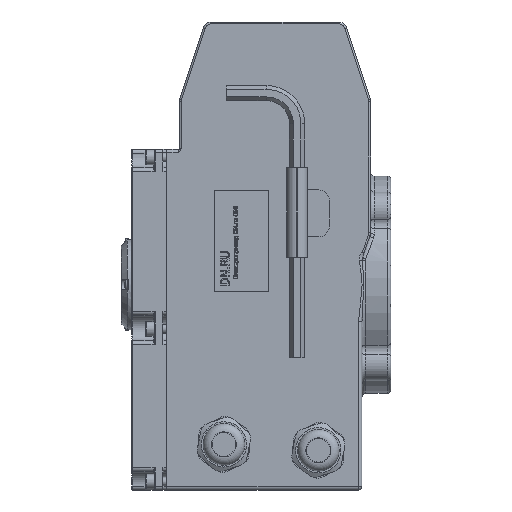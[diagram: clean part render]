
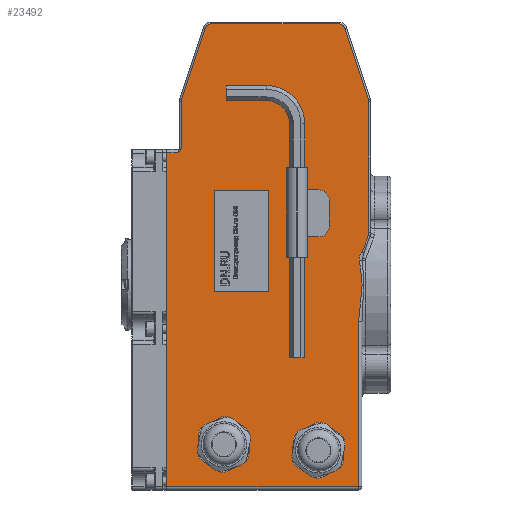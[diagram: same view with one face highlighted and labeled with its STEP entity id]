
A CAD part, left-side view. The second image highlights one B-rep face of the part: STEP entity #23492.
In plain terms, the highlighted planar face has unit normal (-1, 0, 0).
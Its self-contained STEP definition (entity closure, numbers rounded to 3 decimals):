
#204=FACE_BOUND('',#7309,.T.);
#305=PLANE('',#25190);
#1143=B_SPLINE_CURVE_WITH_KNOTS('',3,(#33121,#33122,#33123,#33124,#33125,
#33126,#33127,#33128,#33129),.UNSPECIFIED.,.F.,.F.,(4,1,1,1,1,1,4),(9.627,
10.126,10.625,11.124,11.623,12.122,
13.12),.UNSPECIFIED.);
#1146=B_SPLINE_CURVE_WITH_KNOTS('',3,(#33176,#33177,#33178,#33179,#33180),
 .UNSPECIFIED.,.F.,.F.,(4,1,4),(-0.357,-0.022,
0.229),.UNSPECIFIED.);
#1163=B_SPLINE_CURVE_WITH_KNOTS('',3,(#33914,#33915,#33916,#33917,#33918,
#33919,#33920,#33921),.UNSPECIFIED.,.F.,.F.,(4,2,1,1,4),(-0.001,
0.,0.113,0.169,0.282),.UNSPECIFIED.);
#1879=LINE('',#33019,#3720);
#1882=LINE('',#33026,#3723);
#1890=LINE('',#33208,#3731);
#1896=LINE('',#33326,#3737);
#1968=LINE('',#33928,#3809);
#1970=LINE('',#33937,#3811);
#1972=LINE('',#33961,#3813);
#1974=LINE('',#33964,#3815);
#1975=LINE('',#33969,#3816);
#2056=LINE('',#34182,#3897);
#2057=LINE('',#34185,#3898);
#2058=LINE('',#34187,#3899);
#2059=LINE('',#34189,#3900);
#2060=LINE('',#34190,#3901);
#3720=VECTOR('',#27033,10.);
#3723=VECTOR('',#27040,10.);
#3731=VECTOR('',#27080,10.);
#3737=VECTOR('',#27130,10.);
#3809=VECTOR('',#27472,10.);
#3811=VECTOR('',#27480,10.);
#3813=VECTOR('',#27506,10.);
#3815=VECTOR('',#27510,10.);
#3816=VECTOR('',#27515,10.);
#3897=VECTOR('',#27690,10.);
#3898=VECTOR('',#27691,10.);
#3899=VECTOR('',#27692,10.);
#3900=VECTOR('',#27693,10.);
#3901=VECTOR('',#27694,10.);
#5964=FACE_OUTER_BOUND('',#7308,.T.);
#7308=EDGE_LOOP('',(#15758,#15759,#15760,#15761,#15762,#15763,#15764,#15765,
#15766,#15767,#15768,#15769,#15770,#15771,#15772,#15773,#15774,#15775));
#7309=EDGE_LOOP('',(#15776,#15777,#15778,#15779));
#8766=CIRCLE('',#25131,4.);
#8770=CIRCLE('',#25136,4.);
#8776=CIRCLE('',#25146,4.);
#8778=CIRCLE('',#25149,4.);
#8780=CIRCLE('',#25152,4.);
#9592=VERTEX_POINT('',#33012);
#9594=VERTEX_POINT('',#33017);
#9595=VERTEX_POINT('',#33022);
#9608=VERTEX_POINT('',#33119);
#9610=VERTEX_POINT('',#33165);
#9615=VERTEX_POINT('',#33206);
#9633=VERTEX_POINT('',#33325);
#9753=VERTEX_POINT('',#33904);
#9754=VERTEX_POINT('',#33913);
#9755=VERTEX_POINT('',#33924);
#9757=VERTEX_POINT('',#33930);
#9760=VERTEX_POINT('',#33935);
#9762=VERTEX_POINT('',#33940);
#9763=VERTEX_POINT('',#33942);
#9766=VERTEX_POINT('',#33949);
#9767=VERTEX_POINT('',#33951);
#9769=VERTEX_POINT('',#33957);
#9772=VERTEX_POINT('',#33967);
#9858=VERTEX_POINT('',#34183);
#9859=VERTEX_POINT('',#34184);
#9860=VERTEX_POINT('',#34186);
#9861=VERTEX_POINT('',#34188);
#11794=EDGE_CURVE('',#9594,#9592,#1879,.T.);
#11798=EDGE_CURVE('',#9592,#9595,#1882,.T.);
#11815=EDGE_CURVE('',#9608,#9594,#1143,.T.);
#11818=EDGE_CURVE('',#9610,#9608,#1146,.T.);
#11825=EDGE_CURVE('',#9615,#9610,#1890,.T.);
#11850=EDGE_CURVE('',#9595,#9633,#1896,.T.);
#12021=EDGE_CURVE('',#9753,#9754,#1163,.T.);
#12025=EDGE_CURVE('',#9754,#9755,#1968,.T.);
#12029=EDGE_CURVE('',#9760,#9757,#1970,.T.);
#12031=EDGE_CURVE('',#9762,#9763,#8766,.T.);
#12035=EDGE_CURVE('',#9766,#9767,#8770,.T.);
#12040=EDGE_CURVE('',#9767,#9769,#1972,.T.);
#12042=EDGE_CURVE('',#9763,#9766,#1974,.T.);
#12044=EDGE_CURVE('',#9772,#9762,#1975,.T.);
#12047=EDGE_CURVE('',#9757,#9772,#8776,.T.);
#12049=EDGE_CURVE('',#9755,#9760,#8778,.T.);
#12051=EDGE_CURVE('',#9769,#9615,#8780,.T.);
#12153=EDGE_CURVE('',#9633,#9753,#2056,.T.);
#12154=EDGE_CURVE('',#9858,#9859,#2057,.T.);
#12155=EDGE_CURVE('',#9859,#9860,#2058,.T.);
#12156=EDGE_CURVE('',#9860,#9861,#2059,.T.);
#12157=EDGE_CURVE('',#9861,#9858,#2060,.T.);
#15758=ORIENTED_EDGE('',*,*,#11818,.F.);
#15759=ORIENTED_EDGE('',*,*,#11825,.F.);
#15760=ORIENTED_EDGE('',*,*,#12051,.F.);
#15761=ORIENTED_EDGE('',*,*,#12040,.F.);
#15762=ORIENTED_EDGE('',*,*,#12035,.F.);
#15763=ORIENTED_EDGE('',*,*,#12042,.F.);
#15764=ORIENTED_EDGE('',*,*,#12031,.F.);
#15765=ORIENTED_EDGE('',*,*,#12044,.F.);
#15766=ORIENTED_EDGE('',*,*,#12047,.F.);
#15767=ORIENTED_EDGE('',*,*,#12029,.F.);
#15768=ORIENTED_EDGE('',*,*,#12049,.F.);
#15769=ORIENTED_EDGE('',*,*,#12025,.F.);
#15770=ORIENTED_EDGE('',*,*,#12021,.F.);
#15771=ORIENTED_EDGE('',*,*,#12153,.F.);
#15772=ORIENTED_EDGE('',*,*,#11850,.F.);
#15773=ORIENTED_EDGE('',*,*,#11798,.F.);
#15774=ORIENTED_EDGE('',*,*,#11794,.F.);
#15775=ORIENTED_EDGE('',*,*,#11815,.F.);
#15776=ORIENTED_EDGE('',*,*,#12154,.T.);
#15777=ORIENTED_EDGE('',*,*,#12155,.T.);
#15778=ORIENTED_EDGE('',*,*,#12156,.T.);
#15779=ORIENTED_EDGE('',*,*,#12157,.T.);
#23492=ADVANCED_FACE('',(#5964,#204),#305,.F.);
#25131=AXIS2_PLACEMENT_3D('',#33943,#27485,#27486);
#25136=AXIS2_PLACEMENT_3D('',#33952,#27495,#27496);
#25146=AXIS2_PLACEMENT_3D('',#33973,#27521,#27522);
#25149=AXIS2_PLACEMENT_3D('',#33976,#27527,#27528);
#25152=AXIS2_PLACEMENT_3D('',#33979,#27533,#27534);
#25190=AXIS2_PLACEMENT_3D('',#34181,#27688,#27689);
#27033=DIRECTION('',(0.,0.,-1.));
#27040=DIRECTION('',(0.,1.,0.));
#27080=DIRECTION('',(0.,0.334,-0.942));
#27130=DIRECTION('',(0.,0.,1.));
#27472=DIRECTION('',(0.,0.,1.));
#27480=DIRECTION('',(0.,-0.316,0.949));
#27485=DIRECTION('center_axis',(1.,0.,0.));
#27486=DIRECTION('ref_axis',(0.,-0.585,0.811));
#27495=DIRECTION('center_axis',(1.,0.,0.));
#27496=DIRECTION('ref_axis',(0.,-0.987,0.16));
#27506=DIRECTION('',(0.,0.,-1.));
#27510=DIRECTION('',(0.,-0.316,-0.949));
#27515=DIRECTION('',(0.,-1.,0.));
#27521=DIRECTION('center_axis',(1.,0.,0.));
#27522=DIRECTION('ref_axis',(0.,0.585,0.811));
#27527=DIRECTION('center_axis',(1.,0.,0.));
#27528=DIRECTION('ref_axis',(0.,0.987,0.16));
#27533=DIRECTION('center_axis',(1.,0.,0.));
#27534=DIRECTION('ref_axis',(0.,-0.92,0.392));
#27688=DIRECTION('center_axis',(1.,0.,0.));
#27689=DIRECTION('ref_axis',(0.,0.,-1.));
#27690=DIRECTION('',(0.,-1.,0.));
#27691=DIRECTION('',(0.,1.,0.));
#27692=DIRECTION('',(0.,0.,1.));
#27693=DIRECTION('',(0.,-1.,0.));
#27694=DIRECTION('',(0.,0.,-1.));
#33012=CARTESIAN_POINT('',(0.,-48.,-131.1));
#33017=CARTESIAN_POINT('',(0.,-48.,-36.032));
#33019=CARTESIAN_POINT('',(0.,-48.,0.));
#33022=CARTESIAN_POINT('',(0.,62.3,-131.1));
#33026=CARTESIAN_POINT('',(0.,-25.,-131.1));
#33119=CARTESIAN_POINT('',(0.,-48.515,-1.293));
#33121=CARTESIAN_POINT('Ctrl Pts',(0.,-48.515,-1.293));
#33122=CARTESIAN_POINT('Ctrl Pts',(0.,-48.72,-2.945));
#33123=CARTESIAN_POINT('Ctrl Pts',(0.,-49.206,-6.246));
#33124=CARTESIAN_POINT('Ctrl Pts',(0.,-49.939,-11.183));
#33125=CARTESIAN_POINT('Ctrl Pts',(0.,-50.176,-16.183));
#33126=CARTESIAN_POINT('Ctrl Pts',(0.,-49.631,-21.152));
#33127=CARTESIAN_POINT('Ctrl Pts',(0.,-48.618,-27.735));
#33128=CARTESIAN_POINT('Ctrl Pts',(0.,-48.,-32.705));
#33129=CARTESIAN_POINT('Ctrl Pts',(0.,-48.,-36.032));
#33165=CARTESIAN_POINT('',(0.,-50.385,4.076));
#33176=CARTESIAN_POINT('Ctrl Pts',(0.,-50.385,4.076));
#33177=CARTESIAN_POINT('Ctrl Pts',(0.,-49.583,3.284));
#33178=CARTESIAN_POINT('Ctrl Pts',(0.,-48.555,1.528));
#33179=CARTESIAN_POINT('Ctrl Pts',(0.,-48.412,-0.462));
#33180=CARTESIAN_POINT('Ctrl Pts',(0.,-48.515,-1.293));
#33206=CARTESIAN_POINT('',(0.,-53.77,13.623));
#33208=CARTESIAN_POINT('',(0.,-48.765,-0.491));
#33325=CARTESIAN_POINT('',(0.,62.3,60.769));
#33326=CARTESIAN_POINT('',(0.,62.3,-120.9));
#33904=CARTESIAN_POINT('',(0.,55.5,60.769));
#33913=CARTESIAN_POINT('',(0.,54.,63.06));
#33914=CARTESIAN_POINT('Ctrl Pts',(0.,55.5,60.769));
#33915=CARTESIAN_POINT('Ctrl Pts',(0.,55.499,
60.77));
#33916=CARTESIAN_POINT('Ctrl Pts',(0.,55.497,
60.771));
#33917=CARTESIAN_POINT('Ctrl Pts',(0.,55.204,
61.01));
#33918=CARTESIAN_POINT('Ctrl Pts',(0.,54.764,
61.374));
#33919=CARTESIAN_POINT('Ctrl Pts',(0.,54.187,
62.125));
#33920=CARTESIAN_POINT('Ctrl Pts',(0.,54.,62.683));
#33921=CARTESIAN_POINT('Ctrl Pts',(0.,54.,63.06));
#33924=CARTESIAN_POINT('',(0.,54.,90.089));
#33928=CARTESIAN_POINT('',(0.,54.,7.05));
#33930=CARTESIAN_POINT('',(0.,40.191,132.165));
#33935=CARTESIAN_POINT('',(0.,53.795,91.354));
#33937=CARTESIAN_POINT('',(0.,64.936,57.929));
#33940=CARTESIAN_POINT('',(0.,-36.396,134.9));
#33942=CARTESIAN_POINT('',(0.,-40.191,132.165));
#33943=CARTESIAN_POINT('Origin',(0.,-36.396,130.9));
#33949=CARTESIAN_POINT('',(0.,-53.795,91.354));
#33951=CARTESIAN_POINT('',(0.,-54.,90.089));
#33952=CARTESIAN_POINT('Origin',(0.,-50.,90.089));
#33957=CARTESIAN_POINT('',(0.,-54.,14.96));
#33961=CARTESIAN_POINT('',(0.,-54.,37.95));
#33964=CARTESIAN_POINT('',(0.,-57.436,80.429));
#33967=CARTESIAN_POINT('',(0.,36.396,134.9));
#33969=CARTESIAN_POINT('',(0.,20.,134.9));
#33973=CARTESIAN_POINT('Origin',(0.,36.396,130.9));
#33976=CARTESIAN_POINT('Origin',(0.,50.,90.089));
#33979=CARTESIAN_POINT('Origin',(0.,-50.,14.96));
#34181=CARTESIAN_POINT('Origin',(0.,0.,0.));
#34182=CARTESIAN_POINT('',(0.,27.5,60.769));
#34183=CARTESIAN_POINT('',(0.,3.522,-18.847));
#34184=CARTESIAN_POINT('',(0.,34.889,-18.847));
#34185=CARTESIAN_POINT('',(0.,17.444,-18.847));
#34186=CARTESIAN_POINT('',(0.,34.889,39.262));
#34187=CARTESIAN_POINT('',(0.,34.889,19.631));
#34188=CARTESIAN_POINT('',(0.,3.522,39.262));
#34189=CARTESIAN_POINT('',(0.,1.761,39.262));
#34190=CARTESIAN_POINT('',(0.,3.522,-9.423));
